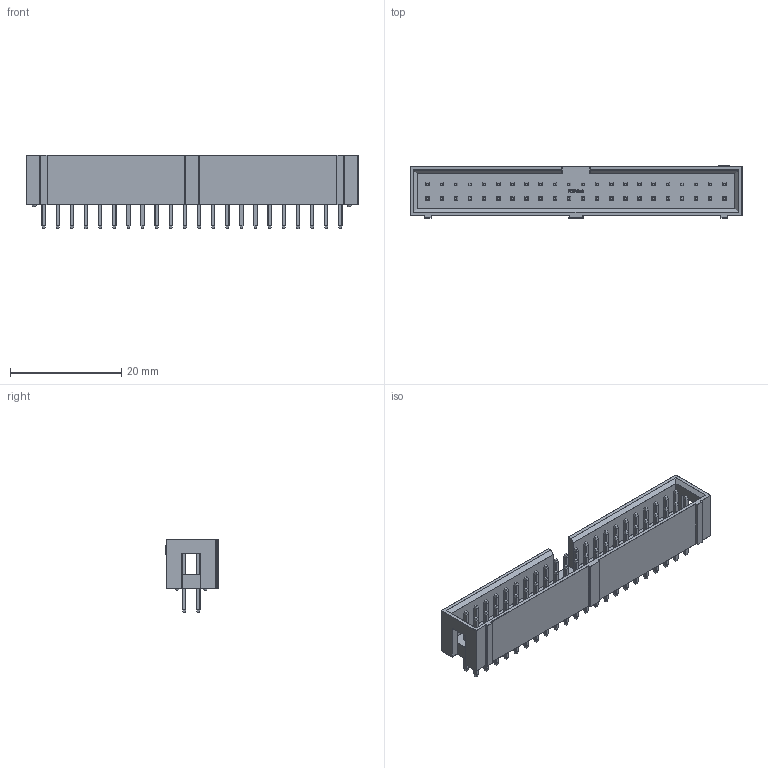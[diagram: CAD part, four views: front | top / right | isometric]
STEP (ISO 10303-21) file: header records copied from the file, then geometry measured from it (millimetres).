
FILE_DESCRIPTION(/* description */ (''),/* implementation_level */ '2;1');
FILE_NAME(/* name */ '44-Pin Shrouded Header (IDC) Straight.stp',/* time_stamp */ '2019-09-23T18:09:05+02:00',/* author */ ('Bernd das Brot'),/* organization */ (''),/* preprocessor_version */ 'ST-DEVELOPER v17.2',/* originating_system */ 'Autodesk Inventor 2019',/* authorisation */ '');
FILE_SCHEMA (('AUTOMOTIVE_DESIGN { 1 0 10303 214 3 1 1 }'));
Length unit declared in the file: millimetre
Products named in the file (3): 44-Pin Shrouded Header (IDC) Straight; Straight Contact; 44-Pin Shrouded Header Body
Assembly tree (45 placements, depth 2):
  44-Pin Shrouded Header (IDC) Straight
    Straight Contact  x44
    44-Pin Shrouded Header Body
Bounding box: 59.69 x 9.37 x 13.17 mm (x, y, z)
Volume: 2488.9 mm3; surface area: 4654.9 mm2
Topology: 45 solids, 45 shells, 1338 faces, 3516 edges, 2277 vertices
Faces by surface type: plane 898, cylinder 296, bspline 80, sphere 41, torus 23
Entity records: 18229 total; most frequent: CARTESIAN_POINT 4309, ORIENTED_EDGE 2896, DIRECTION 2647, EDGE_CURVE 1448, LINE 1025, VECTOR 1025, VERTEX_POINT 901, AXIS2_PLACEMENT_3D 811
